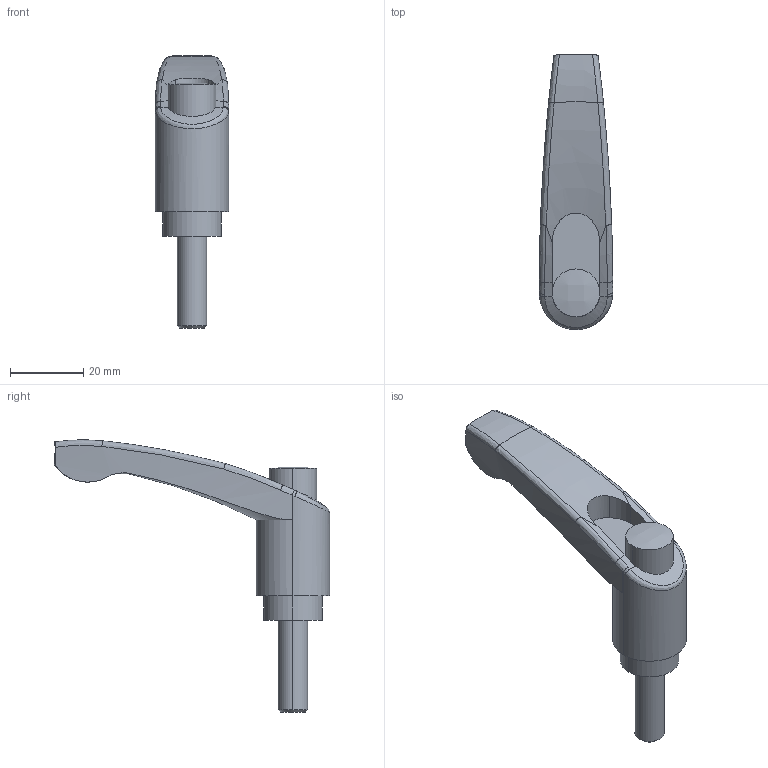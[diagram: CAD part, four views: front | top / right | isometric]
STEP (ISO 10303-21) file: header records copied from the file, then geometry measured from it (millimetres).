
FILE_DESCRIPTION (( 'STEP AP214' ), '1' );
FILE_NAME ('6360020', '2019-02-01T13:47:21', ( '' ), ('JUGARD+KÜNSTNER GmbH'), 'SwSTEP 2.0', 'SolidWorks 2017', '' );
FILE_SCHEMA (( 'AUTOMOTIVE_DESIGN' ));
Length unit declared in the file: millimetre
Products named in the file (1): 6360020_CNAJF00
Bounding box: 20 x 74.98 x 74.13 mm (x, y, z)
Volume: 20957.9 mm3; surface area: 6888.7 mm2
Topology: 1 solids, 1 shells, 52 faces, 127 edges, 79 vertices
Faces by surface type: bspline 21, cylinder 17, torus 6, plane 6, cone 2
Entity records: 3822 total; most frequent: CARTESIAN_POINT 2683, ORIENTED_EDGE 254, DIRECTION 160, EDGE_CURVE 127, VERTEX_POINT 79, AXIS2_PLACEMENT_3D 68, B_SPLINE_CURVE_WITH_KNOTS 67, EDGE_LOOP 54
